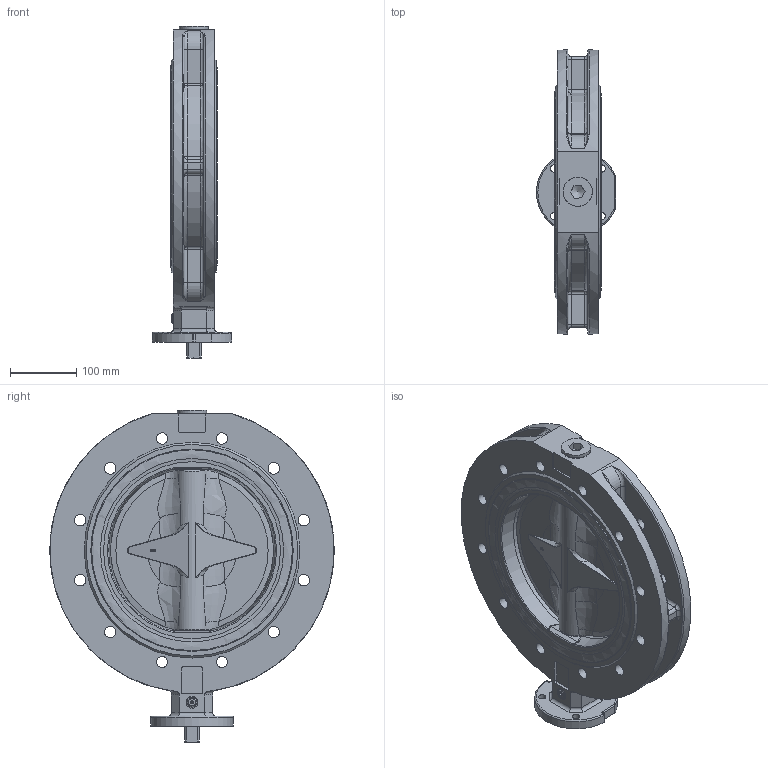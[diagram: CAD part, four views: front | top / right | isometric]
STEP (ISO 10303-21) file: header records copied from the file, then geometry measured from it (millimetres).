
FILE_DESCRIPTION((''),'2;1');
FILE_NAME('F012-K1 DN250.stp','2007-09-27T13:22:29',('hellwig'),(''),'Autodesk Inventor 11','Autodesk Inventor 11','');
FILE_SCHEMA(('AUTOMOTIVE_DESIGN { 1 0 10303 214 1 1 1 1 }'));
Length unit declared in the file: millimetre
Products named in the file (14): F012-A-K1-DN250; F11F-250-0000-20; 018-000-252E; ME1Y-250-0000-21; ST3F-250-0002-31; WTVS-250-0004-31; O-Ring 25x3; KXXF-08-0007-41_Hülse DN80-300 [Title [Summary]=DN 250(_FS)300]; DIN 7603  A A38 x 44  (Pag); DIN 908  (Feingewinde) M38 x 1; DIN 916  (Regelgewinde) M6  x  10; 018-000-041E; O-Ring 30x3; DIN 471  > 9mm <= 300mm 22 x 1
Assembly tree (19 placements, depth 2):
  F012-A-K1-DN250
    F11F-250-0000-20
    018-000-252E  x4
    ME1Y-250-0000-21
    ST3F-250-0002-31
    WTVS-250-0004-31
    O-Ring 25x3  x2
    KXXF-08-0007-41_Hülse DN80-300 [Title [Summary]=DN 250(_FS)300]
    DIN 7603  A A38 x 44  (Pag)
    DIN 908  (Feingewinde) M38 x 1
    DIN 916  (Regelgewinde) M6  x  10
    018-000-041E  x2
    O-Ring 30x3  x2
    DIN 471  > 9mm <= 300mm 22 x 1
Bounding box: 119.5 x 430 x 502 mm (x, y, z)
Volume: 5795000.1 mm3; surface area: 948381.5 mm2
Topology: 19 solids, 19 shells, 1056 faces, 2660 edges, 1687 vertices
Faces by surface type: bspline 390, plane 365, cylinder 202, cone 60, torus 37, sphere 2
Full cylindrical faces by diameter (mm): 2 x2, 6 x1, 20.5 x1, 22 x3, 25 x2, 25.5 x2, 29.5 x1, 30 x12, 30.1 x5, 30.2 x2, 34.6 x2, 35 x6, 37 x1, 38 x4, 38.3 x1, 43.9 x1, 44 x2, 44.1 x2, 263.5 x1, 264.3 x1, 296 x1, 296.3 x1, 305.3 x1, 306 x1
Entity records: 48766 total; most frequent: CARTESIAN_POINT 25043, ORIENTED_EDGE 4830, DIRECTION 3632, EDGE_CURVE 2415, VERTEX_POINT 1624, EDGE_LOOP 1295, AXIS2_PLACEMENT_3D 1275, VECTOR 1082
